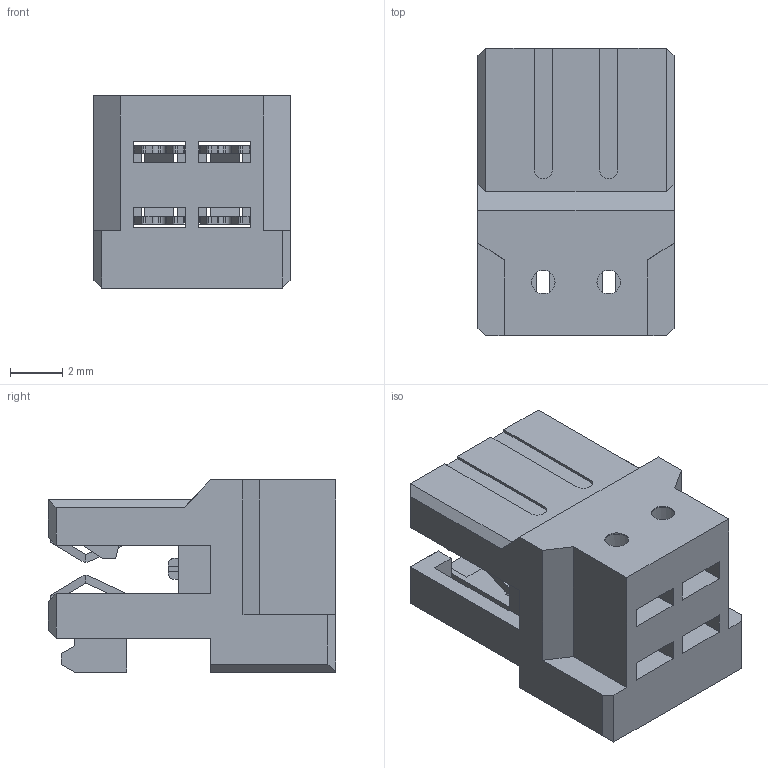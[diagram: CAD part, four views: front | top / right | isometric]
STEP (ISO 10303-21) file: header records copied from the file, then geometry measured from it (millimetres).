
FILE_DESCRIPTION(/* description */ ('Unknown'),/* implementation_level */ '2;1');
FILE_NAME(/* name */ 'J_Wurth_WR-RAST_667101210102',/* time_stamp */ '2025-05-27T16:18:57+08:00',/* author */ ('Unknown'),/* organization */ ('Unknown'),/* preprocessor_version */ 'ST-DEVELOPER v19.4',/* originating_system */ 'Solid Edge',/* authorisation */ 'Unknown');
FILE_SCHEMA (('AUTOMOTIVE_DESIGN {1 0 10303 214 3 1 1}'));
Length unit declared in the file: millimetre
Products named in the file (2): J_Wurth_WR-RAST_667101210102
Assembly tree (1 placements, depth 2):
  J_Wurth_WR-RAST_667101210102
    J_Wurth_WR-RAST_667101210102
Bounding box: 7.5 x 11 x 7.35 mm (x, y, z)
Volume: 278.5 mm3; surface area: 845.7 mm2
Topology: 1 solids, 1 shells, 411 faces, 1214 edges, 794 vertices
Faces by surface type: plane 293, cylinder 118
Full cylindrical faces by diameter (mm): 0.9 x2, 2.3 x2
Entity records: 16612 total; most frequent: ORIENTED_EDGE 2420, CARTESIAN_POINT 2417, DIRECTION 2308, EDGE_CURVE 1210, LINE 938, VECTOR 938, VERTEX_POINT 794, AXIS2_PLACEMENT_3D 685
